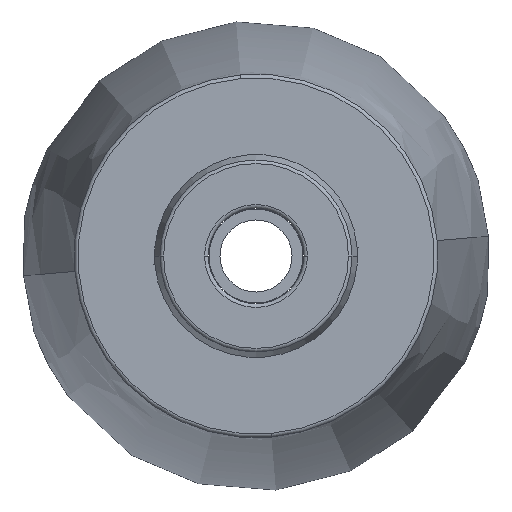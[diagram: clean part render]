
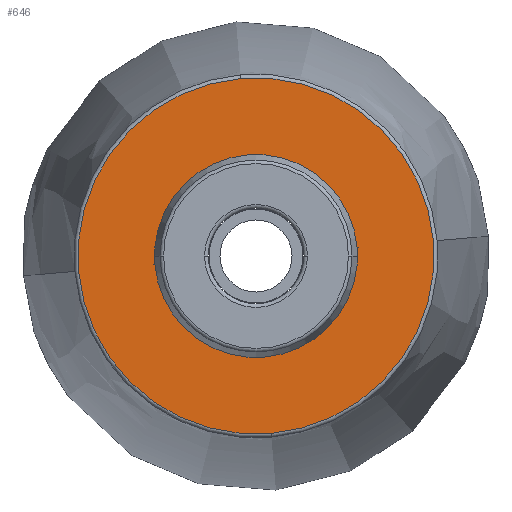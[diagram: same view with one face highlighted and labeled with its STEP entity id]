
A CAD part, left-side view. The second image highlights one B-rep face of the part: STEP entity #646.
In plain terms, the highlighted planar face has unit normal (-1, 0, 0).
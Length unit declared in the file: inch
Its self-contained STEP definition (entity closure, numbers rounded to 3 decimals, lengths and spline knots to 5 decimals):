
#31 = DIRECTION ( 'NONE',  ( 0., 0., 1. ) ) ;
#41 = PLANE ( 'NONE',  #1317 ) ;
#50 = DIRECTION ( 'NONE',  ( -1., 0., 0. ) ) ;
#70 = EDGE_CURVE ( 'NONE', #1050, #1168, #975, .T. ) ;
#112 = CIRCLE ( 'NONE', #241, 0.47387 ) ;
#190 = AXIS2_PLACEMENT_3D ( 'NONE', #1458, #582, #31 ) ;
#241 = AXIS2_PLACEMENT_3D ( 'NONE', #865, #974, #1089 ) ;
#306 = DIRECTION ( 'NONE',  ( 1., 0., 0. ) ) ;
#440 = AXIS2_PLACEMENT_3D ( 'NONE', #1194, #1327, #1440 ) ;
#491 = EDGE_LOOP ( 'NONE', ( #1217, #969 ) ) ;
#515 = CARTESIAN_POINT ( 'NONE',  ( -1.45, 0., -0.47387 ) ) ;
#582 = DIRECTION ( 'NONE',  ( -1., 0., 0. ) ) ;
#634 = CIRCLE ( 'NONE', #440, 0.27008 ) ;
#646 = ADVANCED_FACE ( 'NONE', ( #1425, #1370 ), #41, .T. ) ;
#661 = AXIS2_PLACEMENT_3D ( 'NONE', #671, #306, #1449 ) ;
#671 = CARTESIAN_POINT ( 'NONE',  ( -1.45, 0., 0. ) ) ;
#703 = EDGE_LOOP ( 'NONE', ( #897, #795 ) ) ;
#726 = CARTESIAN_POINT ( 'NONE',  ( -1.45, 0., 0. ) ) ;
#795 = ORIENTED_EDGE ( 'NONE', *, *, #953, .T. ) ;
#804 = CARTESIAN_POINT ( 'NONE',  ( -1.45, -0.27008, 0. ) ) ;
#865 = CARTESIAN_POINT ( 'NONE',  ( -1.45, 0., 0. ) ) ;
#897 = ORIENTED_EDGE ( 'NONE', *, *, #70, .T. ) ;
#953 = EDGE_CURVE ( 'NONE', #1168, #1050, #634, .T. ) ;
#969 = ORIENTED_EDGE ( 'NONE', *, *, #1489, .T. ) ;
#974 = DIRECTION ( 'NONE',  ( -1., 0., 0. ) ) ;
#975 = CIRCLE ( 'NONE', #661, 0.27008 ) ;
#1050 = VERTEX_POINT ( 'NONE', #1498 ) ;
#1089 = DIRECTION ( 'NONE',  ( 0., 0., 1. ) ) ;
#1119 = VERTEX_POINT ( 'NONE', #1177 ) ;
#1168 = VERTEX_POINT ( 'NONE', #804 ) ;
#1177 = CARTESIAN_POINT ( 'NONE',  ( -1.45, 0., 0.47387 ) ) ;
#1194 = CARTESIAN_POINT ( 'NONE',  ( -1.45, 0., 0. ) ) ;
#1217 = ORIENTED_EDGE ( 'NONE', *, *, #1308, .T. ) ;
#1278 = CIRCLE ( 'NONE', #190, 0.47387 ) ;
#1308 = EDGE_CURVE ( 'NONE', #1119, #1484, #112, .T. ) ;
#1317 = AXIS2_PLACEMENT_3D ( 'NONE', #726, #50, #1431 ) ;
#1327 = DIRECTION ( 'NONE',  ( 1., 0., 0. ) ) ;
#1370 = FACE_BOUND ( 'NONE', #703, .T. ) ;
#1425 = FACE_OUTER_BOUND ( 'NONE', #491, .T. ) ;
#1431 = DIRECTION ( 'NONE',  ( 0., 0., 1. ) ) ;
#1440 = DIRECTION ( 'NONE',  ( 0., 0., 1. ) ) ;
#1449 = DIRECTION ( 'NONE',  ( 0., 0., 1. ) ) ;
#1458 = CARTESIAN_POINT ( 'NONE',  ( -1.45, 0., 0. ) ) ;
#1484 = VERTEX_POINT ( 'NONE', #515 ) ;
#1489 = EDGE_CURVE ( 'NONE', #1484, #1119, #1278, .T. ) ;
#1498 = CARTESIAN_POINT ( 'NONE',  ( -1.45, 0.27008, 0. ) ) ;
